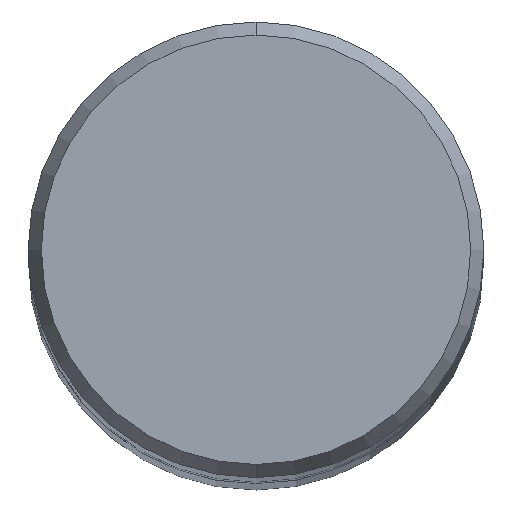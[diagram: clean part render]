
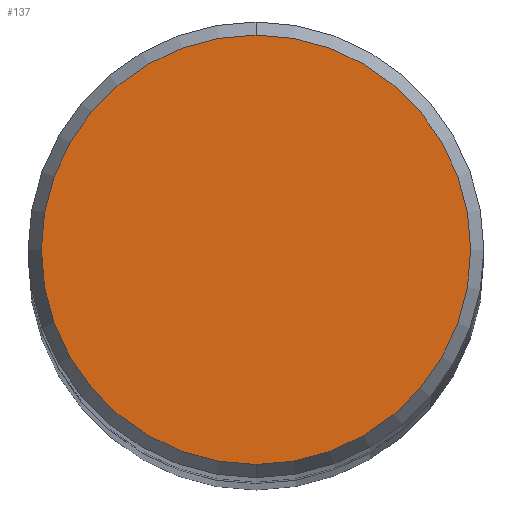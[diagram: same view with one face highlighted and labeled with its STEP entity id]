
A CAD part, top view. The second image highlights one B-rep face of the part: STEP entity #137.
In plain terms, the highlighted planar face has unit normal (0, 0, 1).
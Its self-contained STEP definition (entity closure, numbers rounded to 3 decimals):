
#121=VERTEX_POINT('',#274);
#137=ADVANCED_FACE('',(#293),#294,.T.);
#155=EDGE_CURVE('',#121,#175,#314,.T.);
#175=VERTEX_POINT('',#335);
#207=EDGE_CURVE('',#175,#121,#372,.T.);
#274=CARTESIAN_POINT('',(0.0,3.746,0.0));
#293=FACE_OUTER_BOUND('',#461,.T.);
#294=PLANE('',#462);
#314=CIRCLE('',#487,3.746);
#335=CARTESIAN_POINT('',(0.,-3.746,0.0));
#372=CIRCLE('',#569,3.746);
#461=EDGE_LOOP('',(#653,#654));
#462=AXIS2_PLACEMENT_3D('',#655,#656,#657);
#487=AXIS2_PLACEMENT_3D('',#680,#681,#682);
#569=AXIS2_PLACEMENT_3D('',#756,#757,#758);
#653=ORIENTED_EDGE('',*,*,#155,.F.);
#654=ORIENTED_EDGE('',*,*,#207,.F.);
#655=CARTESIAN_POINT('',(0.0,1.873,0.0));
#656=DIRECTION('',(-0.0,0.0,1.0));
#657=DIRECTION('',(0.0,-1.0,0.0));
#680=CARTESIAN_POINT('',(0.0,0.0,0.0));
#681=DIRECTION('',(0.0,0.0,-1.0));
#682=DIRECTION('',(0.0,1.0,0.0));
#756=CARTESIAN_POINT('',(0.0,0.0,0.0));
#757=DIRECTION('',(0.0,0.0,-1.0));
#758=DIRECTION('',(0.0,1.0,0.0));
